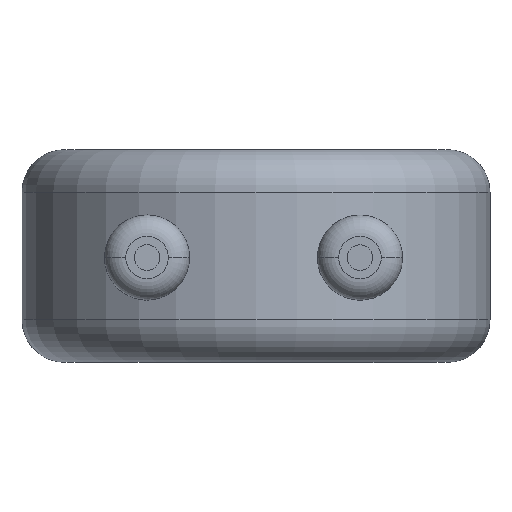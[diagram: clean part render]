
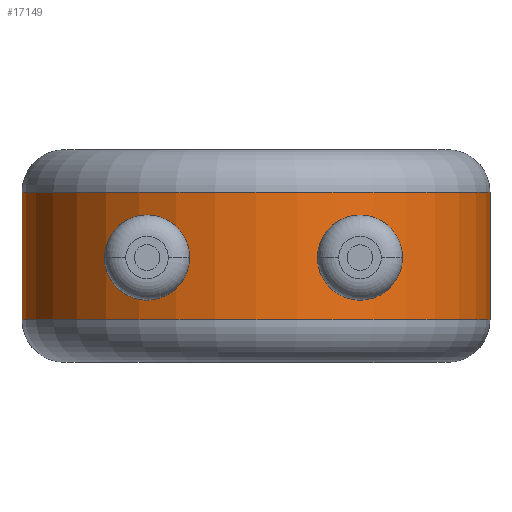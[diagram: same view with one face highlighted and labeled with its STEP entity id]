
A CAD part, front view. The second image highlights one B-rep face of the part: STEP entity #17149.
In plain terms, the highlighted cylindrical face has radius 5.5 mm (diameter 11 mm), a partial arc.
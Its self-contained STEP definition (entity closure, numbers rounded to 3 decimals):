
#13188 = CARTESIAN_POINT ( 'NONE',  ( -5.5, 0., 4. ) ) ;
#13199 = CARTESIAN_POINT ( 'NONE',  ( 5.5, 0., 4. ) ) ;
#13271 = CARTESIAN_POINT ( 'NONE',  ( -5.5, 0., 5. ) ) ;
#13272 = LINE ( 'NONE', #13271, #13328 ) ;
#13293 = DIRECTION ( 'NONE',  ( 0., 0., -1. ) ) ;
#13294 = VECTOR ( 'NONE', #13293, 1000. ) ;
#13295 = CARTESIAN_POINT ( 'NONE',  ( 5.5, 0., 5. ) ) ;
#13296 = LINE ( 'NONE', #13295, #13294 ) ;
#13327 = DIRECTION ( 'NONE',  ( 0., 0., -1. ) ) ;
#13328 = VECTOR ( 'NONE', #13327, 1000. ) ;
#13330 = CARTESIAN_POINT ( 'NONE',  ( -5.5, 0., 1. ) ) ;
#13380 = CARTESIAN_POINT ( 'NONE',  ( 5.5, 0., 1. ) ) ;
#17091 = EDGE_LOOP ( 'NONE', ( #17151, #17165, #17153, #17212 ) ) ;
#17149 = ADVANCED_FACE ( 'NONE', ( #28526 ), #28555, .T. ) ;
#17150 = EDGE_CURVE ( 'NONE', #21498, #21493, #28552, .T. ) ;
#17151 = ORIENTED_EDGE ( 'NONE', *, *, #21478, .F. ) ;
#17153 = ORIENTED_EDGE ( 'NONE', *, *, #21466, .T. ) ;
#17154 = EDGE_CURVE ( 'NONE', #21440, #21436, #28550, .T. ) ;
#17165 = ORIENTED_EDGE ( 'NONE', *, *, #17154, .T. ) ;
#17212 = ORIENTED_EDGE ( 'NONE', *, *, #17150, .T. ) ;
#21436 = VERTEX_POINT ( 'NONE', #13188 ) ;
#21440 = VERTEX_POINT ( 'NONE', #13199 ) ;
#21466 = EDGE_CURVE ( 'NONE', #21436, #21498, #13272, .T. ) ;
#21478 = EDGE_CURVE ( 'NONE', #21440, #21493, #13296, .T. ) ;
#21493 = VERTEX_POINT ( 'NONE', #13380 ) ;
#21498 = VERTEX_POINT ( 'NONE', #13330 ) ;
#28526 = FACE_OUTER_BOUND ( 'NONE', #17091, .T. ) ;
#28550 = CIRCLE ( 'NONE', #28636, 5.5 ) ;
#28552 = CIRCLE ( 'NONE', #28640, 5.5 ) ;
#28555 = CYLINDRICAL_SURFACE ( 'NONE', #28586, 5.5 ) ;
#28580 = CARTESIAN_POINT ( 'NONE',  ( 0., 0., 5. ) ) ;
#28586 = AXIS2_PLACEMENT_3D ( 'NONE', #28580, #28590, #28589 ) ;
#28589 = DIRECTION ( 'NONE',  ( -1., 0., 0. ) ) ;
#28590 = DIRECTION ( 'NONE',  ( 0., 0., -1. ) ) ;
#28633 = DIRECTION ( 'NONE',  ( 1., 0., 0. ) ) ;
#28634 = DIRECTION ( 'NONE',  ( 0., 0., -1. ) ) ;
#28635 = CARTESIAN_POINT ( 'NONE',  ( 0., 0., 4. ) ) ;
#28636 = AXIS2_PLACEMENT_3D ( 'NONE', #28635, #28634, #28633 ) ;
#28638 = DIRECTION ( 'NONE',  ( 1., 0., 0. ) ) ;
#28639 = DIRECTION ( 'NONE',  ( 0., 0., 1. ) ) ;
#28640 = AXIS2_PLACEMENT_3D ( 'NONE', #28642, #28639, #28638 ) ;
#28642 = CARTESIAN_POINT ( 'NONE',  ( 0., 0., 1. ) ) ;
